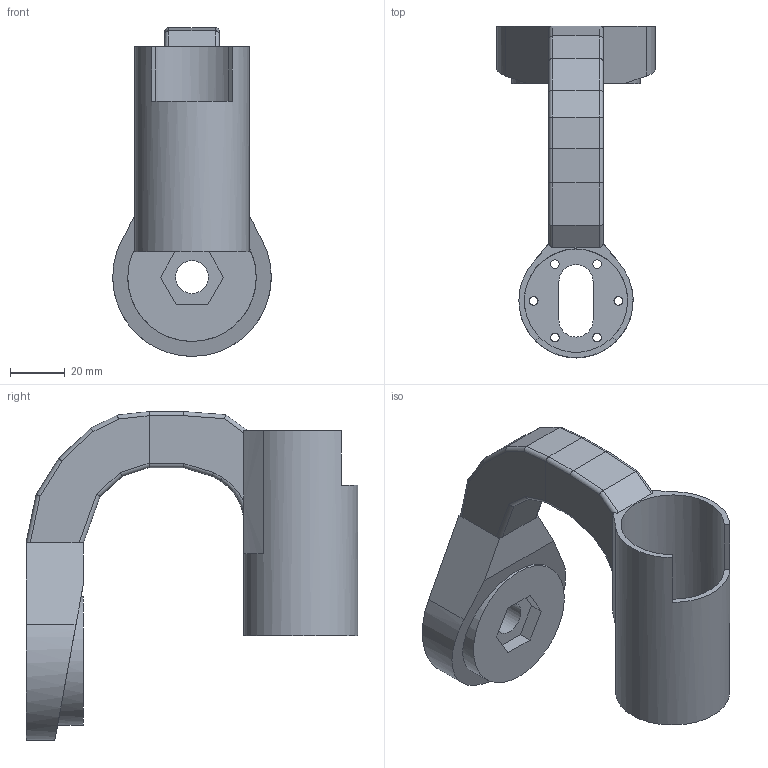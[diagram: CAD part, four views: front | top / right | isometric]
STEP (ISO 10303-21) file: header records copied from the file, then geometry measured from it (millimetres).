
FILE_DESCRIPTION(/* description */ (''),/* implementation_level */ '2;1');
FILE_NAME(/* name */ 'Wheel Motor Support FrontBack v14.stp',/* time_stamp */ '2020-12-05T18:16:34+01:00',/* author */ (''),/* organization */ (''),/* preprocessor_version */ 'ST-DEVELOPER v18.1',/* originating_system */ 'Autodesk Translation Framework v9.3.0.1241',/* authorisation */ '');
FILE_SCHEMA (('AUTOMOTIVE_DESIGN { 1 0 10303 214 3 1 1 }'));
Length unit declared in the file: millimetre
Products named in the file (1): Wheel Motor Support  - Front-Back
Bounding box: 58 x 121.4 x 120.3 mm (x, y, z)
Volume: 117321.9 mm3; surface area: 40099 mm2
Topology: 2 solids, 2 shells, 104 faces, 255 edges, 159 vertices
Faces by surface type: plane 58, cylinder 44, torus 2
Full cylindrical faces by diameter (mm): 3.2 x6, 12 x1, 37.8 x1, 41.8 x1, 47 x1
Entity records: 3107 total; most frequent: DIRECTION 538, CARTESIAN_POINT 531, ORIENTED_EDGE 510, EDGE_CURVE 255, AXIS2_PLACEMENT_3D 182, LINE 174, VECTOR 174, VERTEX_POINT 159
